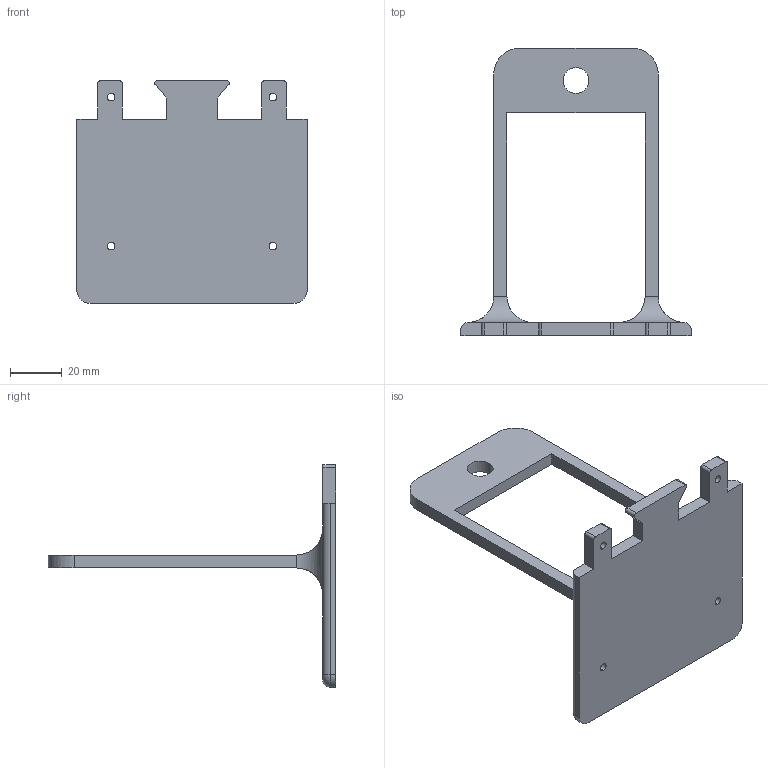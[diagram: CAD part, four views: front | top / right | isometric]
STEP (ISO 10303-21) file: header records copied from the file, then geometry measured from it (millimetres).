
FILE_DESCRIPTION (( 'STEP AP203' ), '1' );
FILE_NAME ('Base_B-1.STEP', '2022-11-15T19:06:16', ( '' ), ( '' ), 'SwSTEP 2.0', 'SolidWorks 2021', '' );
FILE_SCHEMA (( 'CONFIG_CONTROL_DESIGN' ));
Length unit declared in the file: inch
Products named in the file (1): Base_B-1
Bounding box: 88.9 x 111 x 86.05 mm (x, y, z)
Volume: 47625.6 mm3; surface area: 22815.4 mm2
Topology: 1 solids, 1 shells, 65 faces, 183 edges, 118 vertices
Faces by surface type: cylinder 31, plane 28, torus 6
Entity records: 2328 total; most frequent: CARTESIAN_POINT 519, ORIENTED_EDGE 366, DIRECTION 363, EDGE_CURVE 183, AXIS2_PLACEMENT_3D 126, VERTEX_POINT 118, VECTOR 111, LINE 111
